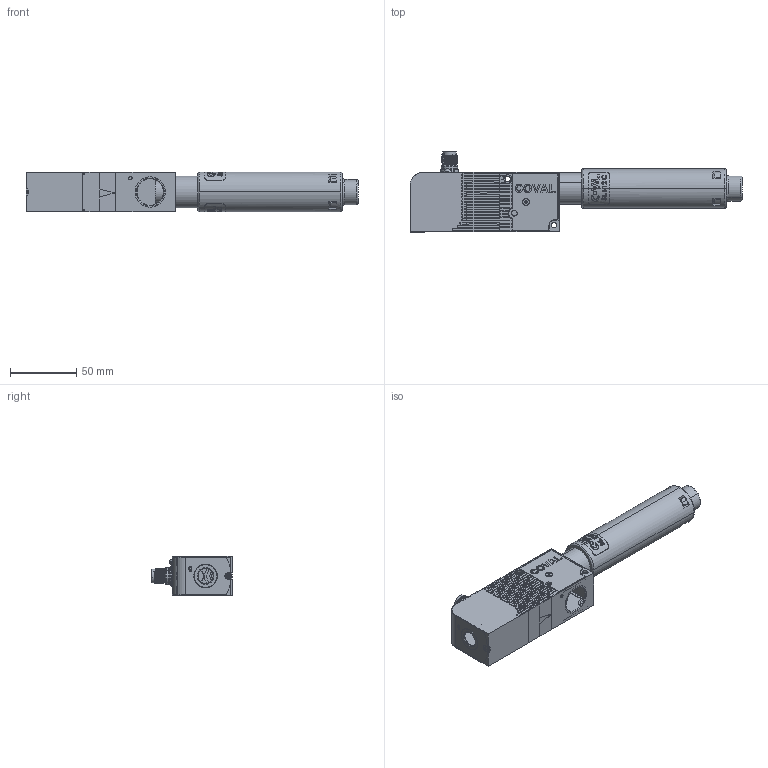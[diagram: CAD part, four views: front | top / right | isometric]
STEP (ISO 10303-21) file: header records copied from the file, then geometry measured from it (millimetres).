
FILE_DESCRIPTION(('STEP AP214'),'1');
FILE_NAME('COVAL_GEM60X30RVO.stp','2017-12-27T15:43:28',('TraceParts'),('TraceParts S.A.'),'Spatial InterOp 3D',' ',' ');
FILE_SCHEMA(('automotive_design'));
Length unit declared in the file: millimetre
Products named in the file (5): COVAL_GEM60X30RVO_1; COVAL_GEM60X30RVO_2; COVAL_GEM60X30RVO_3; COVAL_GEM60X30RVO_4; COVAL_GEM60X30RVO_5
Bounding box: 250.9 x 60.5 x 30 mm (x, y, z)
Volume: 58149 mm3; surface area: 80602 mm2
Topology: 45 solids, 47 shells, 2675 faces, 6996 edges, 4486 vertices
Faces by surface type: plane 1283, cylinder 630, cone 248, torus 204, bspline 178, sphere 132
Entity records: 134914 total; most frequent: CARTESIAN_POINT 48628, ORIENTED_EDGE 13980, DIRECTION 12865, EDGE_CURVE 6990, AXIS2_PLACEMENT_3D 4495, VERTEX_POINT 4486, LINE 3875, VECTOR 3875
